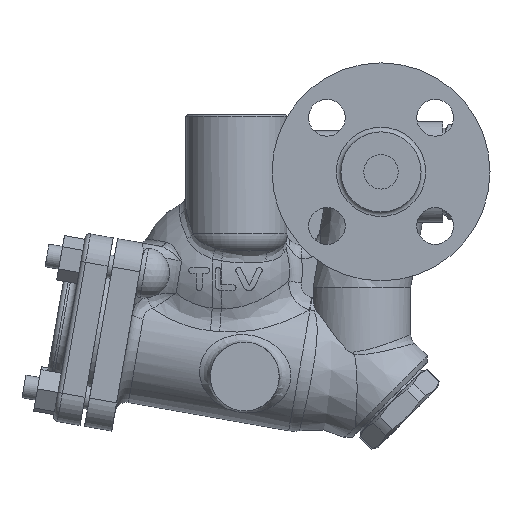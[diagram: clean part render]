
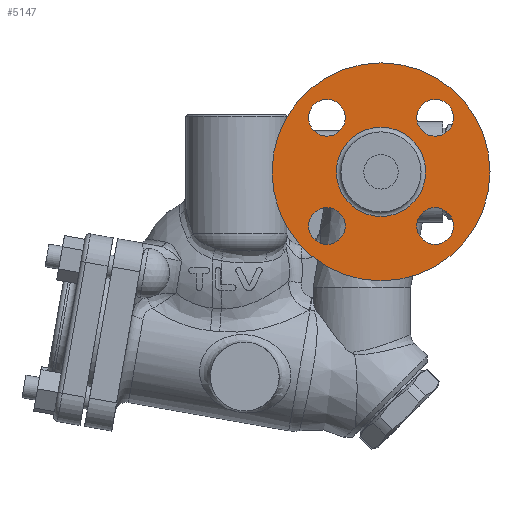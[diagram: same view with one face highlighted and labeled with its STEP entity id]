
A CAD part, front view. The second image highlights one B-rep face of the part: STEP entity #5147.
In plain terms, the highlighted planar face has unit normal (0, -1, 0).
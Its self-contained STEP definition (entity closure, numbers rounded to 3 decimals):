
#231=FACE_BOUND('',#1534,.T.);
#232=FACE_BOUND('',#1535,.T.);
#233=FACE_BOUND('',#1536,.T.);
#234=FACE_BOUND('',#1537,.T.);
#235=FACE_BOUND('',#1538,.T.);
#770=CIRCLE('',#5683,47.5);
#773=CIRCLE('',#5689,8.);
#774=CIRCLE('',#5691,8.);
#775=CIRCLE('',#5693,8.);
#776=CIRCLE('',#5695,8.);
#780=CIRCLE('',#5704,19.45);
#1111=FACE_OUTER_BOUND('',#1533,.T.);
#1533=EDGE_LOOP('',(#4688));
#1534=EDGE_LOOP('',(#4689));
#1535=EDGE_LOOP('',(#4690));
#1536=EDGE_LOOP('',(#4691));
#1537=EDGE_LOOP('',(#4692));
#1538=EDGE_LOOP('',(#4693));
#2523=VERTEX_POINT('',#11756);
#2526=VERTEX_POINT('',#11765);
#2527=VERTEX_POINT('',#11768);
#2528=VERTEX_POINT('',#11771);
#2529=VERTEX_POINT('',#11774);
#2533=VERTEX_POINT('',#11787);
#3246=EDGE_CURVE('',#2523,#2523,#770,.T.);
#3249=EDGE_CURVE('',#2526,#2526,#773,.T.);
#3250=EDGE_CURVE('',#2527,#2527,#774,.T.);
#3251=EDGE_CURVE('',#2528,#2528,#775,.T.);
#3252=EDGE_CURVE('',#2529,#2529,#776,.T.);
#3256=EDGE_CURVE('',#2533,#2533,#780,.T.);
#4688=ORIENTED_EDGE('',*,*,#3246,.F.);
#4689=ORIENTED_EDGE('',*,*,#3252,.T.);
#4690=ORIENTED_EDGE('',*,*,#3251,.T.);
#4691=ORIENTED_EDGE('',*,*,#3250,.T.);
#4692=ORIENTED_EDGE('',*,*,#3249,.T.);
#4693=ORIENTED_EDGE('',*,*,#3256,.F.);
#4829=PLANE('',#5703);
#5147=ADVANCED_FACE('',(#1111,#231,#232,#233,#234,#235),#4829,.T.);
#5683=AXIS2_PLACEMENT_3D('',#11757,#7010,#7011);
#5689=AXIS2_PLACEMENT_3D('',#11766,#7022,#7023);
#5691=AXIS2_PLACEMENT_3D('',#11769,#7026,#7027);
#5693=AXIS2_PLACEMENT_3D('',#11772,#7030,#7031);
#5695=AXIS2_PLACEMENT_3D('',#11775,#7034,#7035);
#5703=AXIS2_PLACEMENT_3D('',#11786,#7050,#7051);
#5704=AXIS2_PLACEMENT_3D('',#11788,#7052,#7053);
#7010=DIRECTION('center_axis',(0.,1.,0.));
#7011=DIRECTION('ref_axis',(1.,0.,0.));
#7022=DIRECTION('center_axis',(0.,1.,0.));
#7023=DIRECTION('ref_axis',(0.,0.,
1.));
#7026=DIRECTION('center_axis',(0.,1.,0.));
#7027=DIRECTION('ref_axis',(-1.,0.,0.));
#7030=DIRECTION('center_axis',(0.,1.,0.));
#7031=DIRECTION('ref_axis',(0.,0.,-1.));
#7034=DIRECTION('center_axis',(0.,1.,0.));
#7035=DIRECTION('ref_axis',(1.,0.,0.));
#7050=DIRECTION('center_axis',(0.,-1.,0.));
#7051=DIRECTION('ref_axis',(0.,0.,-1.));
#7052=DIRECTION('center_axis',(0.,-1.,0.));
#7053=DIRECTION('ref_axis',(0.,0.,-1.));
#11756=CARTESIAN_POINT('',(122.,-86.6,117.5));
#11757=CARTESIAN_POINT('Origin',(122.,-86.6,70.));
#11765=CARTESIAN_POINT('',(98.418,-86.6,101.582));
#11766=CARTESIAN_POINT('Origin',(98.418,-86.6,93.582));
#11768=CARTESIAN_POINT('',(90.418,-86.6,46.418));
#11769=CARTESIAN_POINT('Origin',(98.418,-86.6,46.418));
#11771=CARTESIAN_POINT('',(145.582,-86.6,38.418));
#11772=CARTESIAN_POINT('Origin',(145.582,-86.6,46.418));
#11774=CARTESIAN_POINT('',(153.582,-86.6,93.582));
#11775=CARTESIAN_POINT('Origin',(145.582,-86.6,93.582));
#11786=CARTESIAN_POINT('Origin',(122.,-86.6,117.5));
#11787=CARTESIAN_POINT('',(122.,-86.6,89.45));
#11788=CARTESIAN_POINT('Origin',(122.,-86.6,70.));
